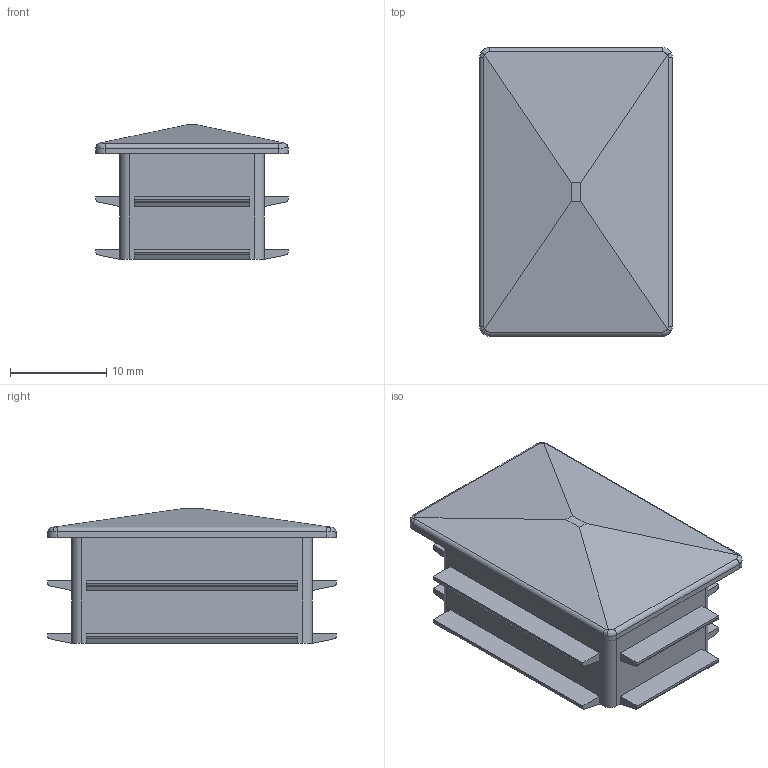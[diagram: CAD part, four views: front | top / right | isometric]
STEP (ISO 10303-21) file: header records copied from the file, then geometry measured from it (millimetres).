
FILE_DESCRIPTION( ( 'Unknown' ), '1' );
FILE_NAME( '7321150.stp', 'Unknown', ( 'Unknown' ), ( 'Unknown' ), 'PSStep 14.0', 'Unknown', ' ' );
FILE_SCHEMA( ( 'AUTOMOTIVE_DESIGN { 1 0 10303 214 1 1 1 1 }' ) );
Length unit declared in the file: millimetre
Products named in the file (1): 1
Bounding box: 20 x 30 x 14 mm (x, y, z)
Volume: 5389.3 mm3; surface area: 2791.3 mm2
Topology: 1 solids, 1 shells, 83 faces, 212 edges, 136 vertices
Faces by surface type: plane 55, cylinder 20, bspline 8
Entity records: 3610 total; most frequent: CARTESIAN_POINT 920, ORIENTED_EDGE 424, DIRECTION 408, EDGE_CURVE 212, LINE 152, VECTOR 152, VERTEX_POINT 136, AXIS2_PLACEMENT_3D 128
